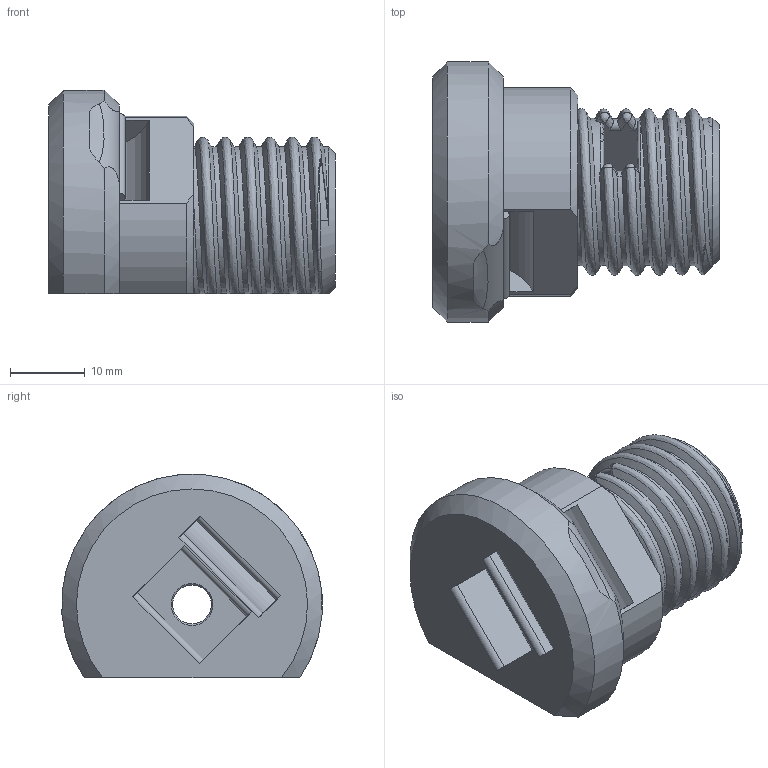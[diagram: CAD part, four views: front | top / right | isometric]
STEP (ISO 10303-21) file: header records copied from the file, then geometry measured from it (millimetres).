
FILE_DESCRIPTION(/* description */ (''),/* implementation_level */ '2;1');
FILE_NAME(/* name */ 'End Effector - Threaded Belt Clamp - Tensioner.step',/* time_stamp */ '2025-07-09T16:26:45-04:00',/* author */ (''),/* organization */ (''),/* preprocessor_version */ 'ST-DEVELOPER v20.1',/* originating_system */ 'Autodesk Translation Framework v14.10.0.0',/* authorisation */ '');
FILE_SCHEMA (('AUTOMOTIVE_DESIGN { 1 0 10303 214 3 1 1 }'));
Length unit declared in the file: millimetre
Products named in the file (1): Thread
Bounding box: 38.5 x 34.9 x 27.28 mm (x, y, z)
Volume: 15277.8 mm3; surface area: 6542.7 mm2
Topology: 1 solids, 1 shells, 116 faces, 336 edges, 218 vertices
Faces by surface type: bspline 50, cylinder 26, plane 24, cone 14, torus 2
Full cylindrical faces by diameter (mm): 5.2 x2, 10 x1
Entity records: 8011 total; most frequent: CARTESIAN_POINT 5383, ORIENTED_EDGE 662, DIRECTION 351, EDGE_CURVE 331, VERTEX_POINT 218, B_SPLINE_CURVE_WITH_KNOTS 167, AXIS2_PLACEMENT_3D 129, EDGE_LOOP 123
